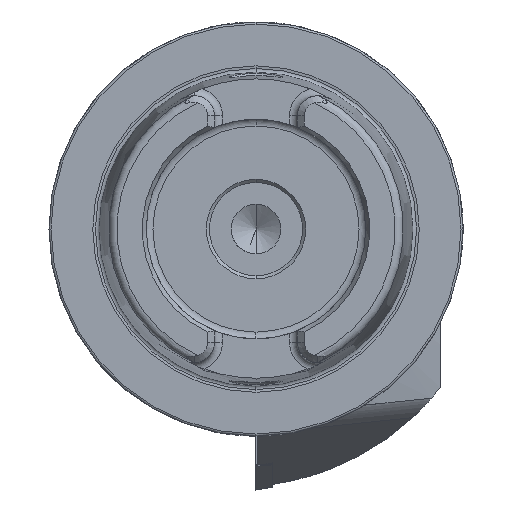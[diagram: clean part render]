
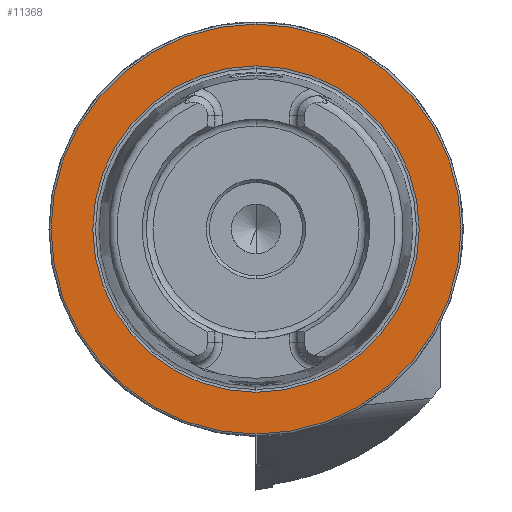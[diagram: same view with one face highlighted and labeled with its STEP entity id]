
A CAD part, left-side view. The second image highlights one B-rep face of the part: STEP entity #11368.
In plain terms, the highlighted planar face has unit normal (-1, 0, 0).
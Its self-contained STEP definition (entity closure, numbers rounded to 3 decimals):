
#28 = CIRCLE ( 'NONE', #4866, 39.405 ) ;
#30 = CIRCLE ( 'NONE', #4865, 49.5 ) ;
#703 = CIRCLE ( 'NONE', #4841, 49.5 ) ;
#932 = AXIS2_PLACEMENT_3D ( 'NONE', #10005, #10009, #10010 ) ;
#1364 = EDGE_CURVE ( 'NONE', #3222, #3130, #703, .T. ) ;
#1385 = EDGE_CURVE ( 'NONE', #2887, #3155, #7649, .T. ) ;
#1417 = EDGE_CURVE ( 'NONE', #3130, #3222, #30, .T. ) ;
#1418 = EDGE_CURVE ( 'NONE', #3155, #2887, #28, .T. ) ;
#2211 = EDGE_LOOP ( 'NONE', ( #2868, #2867 ) ) ;
#2242 = EDGE_LOOP ( 'NONE', ( #2866, #2865 ) ) ;
#2865 = ORIENTED_EDGE ( 'NONE', *, *, #1417, .T. ) ;
#2866 = ORIENTED_EDGE ( 'NONE', *, *, #1364, .T. ) ;
#2867 = ORIENTED_EDGE ( 'NONE', *, *, #1385, .F. ) ;
#2868 = ORIENTED_EDGE ( 'NONE', *, *, #1418, .F. ) ;
#2887 = VERTEX_POINT ( 'NONE', #6870 ) ;
#3130 = VERTEX_POINT ( 'NONE', #7084 ) ;
#3155 = VERTEX_POINT ( 'NONE', #7134 ) ;
#3222 = VERTEX_POINT ( 'NONE', #7255 ) ;
#4841 = AXIS2_PLACEMENT_3D ( 'NONE', #8311, #8312, #8313 ) ;
#4851 = AXIS2_PLACEMENT_3D ( 'NONE', #8400, #8401, #8402 ) ;
#4865 = AXIS2_PLACEMENT_3D ( 'NONE', #8745, #8746, #8747 ) ;
#4866 = AXIS2_PLACEMENT_3D ( 'NONE', #8750, #8751, #8752 ) ;
#6870 = CARTESIAN_POINT ( 'NONE',  ( 0., 0., -39.405 ) ) ;
#7084 = CARTESIAN_POINT ( 'NONE',  ( 0., 0., -49.5 ) ) ;
#7134 = CARTESIAN_POINT ( 'NONE',  ( 0., 0., 39.405 ) ) ;
#7255 = CARTESIAN_POINT ( 'NONE',  ( 0., 0., 49.5 ) ) ;
#7649 = CIRCLE ( 'NONE', #4851, 39.405 ) ;
#8311 = CARTESIAN_POINT ( 'NONE',  ( 0., 0., 0. ) ) ;
#8312 = DIRECTION ( 'NONE',  ( -1., 0., 0. ) ) ;
#8313 = DIRECTION ( 'NONE',  ( 0., 0., 1. ) ) ;
#8400 = CARTESIAN_POINT ( 'NONE',  ( 0., 0., 0. ) ) ;
#8401 = DIRECTION ( 'NONE',  ( -1., 0., 0. ) ) ;
#8402 = DIRECTION ( 'NONE',  ( 0., 0., 1. ) ) ;
#8745 = CARTESIAN_POINT ( 'NONE',  ( 0., 0., 0. ) ) ;
#8746 = DIRECTION ( 'NONE',  ( -1., 0., 0. ) ) ;
#8747 = DIRECTION ( 'NONE',  ( 0., 0., 1. ) ) ;
#8750 = CARTESIAN_POINT ( 'NONE',  ( 0., 0., 0. ) ) ;
#8751 = DIRECTION ( 'NONE',  ( -1., 0., 0. ) ) ;
#8752 = DIRECTION ( 'NONE',  ( 0., 0., 1. ) ) ;
#9087 = FACE_BOUND ( 'NONE', #2211, .T. ) ;
#9092 = FACE_OUTER_BOUND ( 'NONE', #2242, .T. ) ;
#10005 = CARTESIAN_POINT ( 'NONE',  ( 0., 49.5, 0. ) ) ;
#10007 = PLANE ( 'NONE',  #932 ) ;
#10009 = DIRECTION ( 'NONE',  ( 1., 0., 0. ) ) ;
#10010 = DIRECTION ( 'NONE',  ( 0., 0., -1. ) ) ;
#11368 = ADVANCED_FACE ( 'NONE', ( #9087, #9092 ), #10007, .F. ) ;
